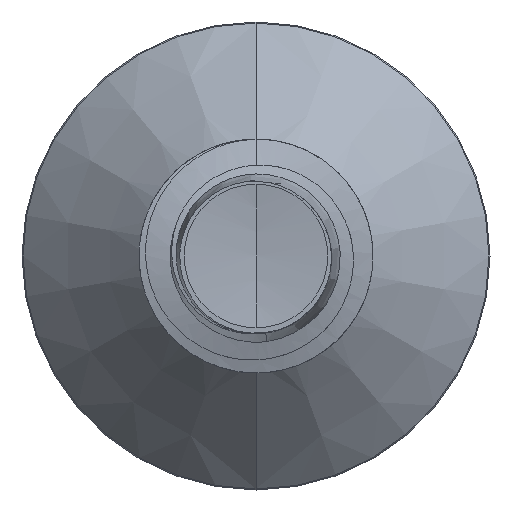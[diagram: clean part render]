
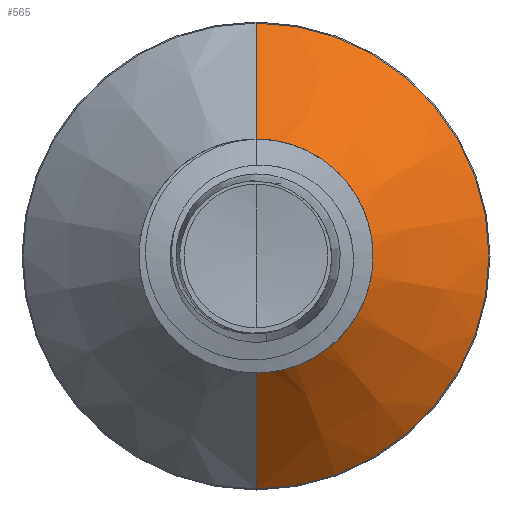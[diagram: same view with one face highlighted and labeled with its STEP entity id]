
A CAD part, front view. The second image highlights one B-rep face of the part: STEP entity #565.
In plain terms, the highlighted conical face has half-angle 45 degrees and reference radius 0.638 mm.
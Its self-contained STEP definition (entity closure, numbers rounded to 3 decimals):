
#135 = CONICAL_SURFACE ( 'NONE', #5798, 0.638, 0.785 ) ;
#139 = EDGE_CURVE ( 'NONE', #629, #3575, #3236, .T. ) ;
#565 = ADVANCED_FACE ( 'NONE', ( #860 ), #135, .T. ) ;
#629 = VERTEX_POINT ( 'NONE', #9751 ) ;
#860 = FACE_OUTER_BOUND ( 'NONE', #4563, .T. ) ;
#1155 = VECTOR ( 'NONE', #5431, 1000. ) ;
#2137 = VECTOR ( 'NONE', #9782, 1000. ) ;
#2643 = AXIS2_PLACEMENT_3D ( 'NONE', #7937, #3201, #8619 ) ;
#2892 = ORIENTED_EDGE ( 'NONE', *, *, #7413, .F. ) ;
#2967 = DIRECTION ( 'NONE',  ( 0., 1., 0. ) ) ;
#3181 = CIRCLE ( 'NONE', #2643, 1.394 ) ;
#3201 = DIRECTION ( 'NONE',  ( 0., 1., 0. ) ) ;
#3236 = LINE ( 'NONE', #3973, #1155 ) ;
#3256 = CARTESIAN_POINT ( 'NONE',  ( 0., 1.438, 0.638 ) ) ;
#3324 = CIRCLE ( 'NONE', #3342, 0.638 ) ;
#3342 = AXIS2_PLACEMENT_3D ( 'NONE', #7742, #2967, #8428 ) ;
#3575 = VERTEX_POINT ( 'NONE', #6038 ) ;
#3667 = VERTEX_POINT ( 'NONE', #6856 ) ;
#3973 = CARTESIAN_POINT ( 'NONE',  ( 0., 1.438, -0.638 ) ) ;
#4563 = EDGE_LOOP ( 'NONE', ( #9979, #9626, #9289, #2892 ) ) ;
#5431 = DIRECTION ( 'NONE',  ( 0., 0.707, -0.707 ) ) ;
#5798 = AXIS2_PLACEMENT_3D ( 'NONE', #10306, #6863, #8971 ) ;
#6038 = CARTESIAN_POINT ( 'NONE',  ( 0., 2.194, -1.394 ) ) ;
#6045 = CARTESIAN_POINT ( 'NONE',  ( 0., 1.438, 0.638 ) ) ;
#6346 = EDGE_CURVE ( 'NONE', #9329, #629, #3324, .T. ) ;
#6856 = CARTESIAN_POINT ( 'NONE',  ( 0., 2.194, 1.394 ) ) ;
#6863 = DIRECTION ( 'NONE',  ( 0., 1., 0. ) ) ;
#7081 = EDGE_CURVE ( 'NONE', #3667, #3575, #3181, .T. ) ;
#7413 = EDGE_CURVE ( 'NONE', #9329, #3667, #8638, .T. ) ;
#7742 = CARTESIAN_POINT ( 'NONE',  ( 0., 1.438, 0. ) ) ;
#7937 = CARTESIAN_POINT ( 'NONE',  ( 0., 2.194, 0. ) ) ;
#8428 = DIRECTION ( 'NONE',  ( 0., 0., 1. ) ) ;
#8619 = DIRECTION ( 'NONE',  ( 0., 0., 1. ) ) ;
#8638 = LINE ( 'NONE', #6045, #2137 ) ;
#8971 = DIRECTION ( 'NONE',  ( 0., 0., 1. ) ) ;
#9289 = ORIENTED_EDGE ( 'NONE', *, *, #7081, .F. ) ;
#9329 = VERTEX_POINT ( 'NONE', #3256 ) ;
#9626 = ORIENTED_EDGE ( 'NONE', *, *, #139, .T. ) ;
#9751 = CARTESIAN_POINT ( 'NONE',  ( 0., 1.438, -0.638 ) ) ;
#9782 = DIRECTION ( 'NONE',  ( 0., 0.707, 0.707 ) ) ;
#9979 = ORIENTED_EDGE ( 'NONE', *, *, #6346, .T. ) ;
#10306 = CARTESIAN_POINT ( 'NONE',  ( 0., 1.438, 0. ) ) ;
